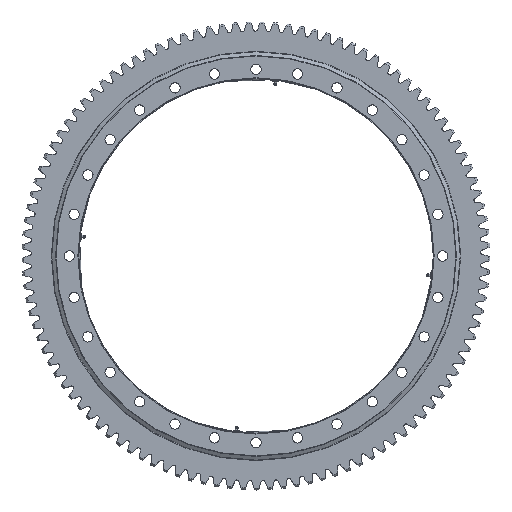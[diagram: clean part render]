
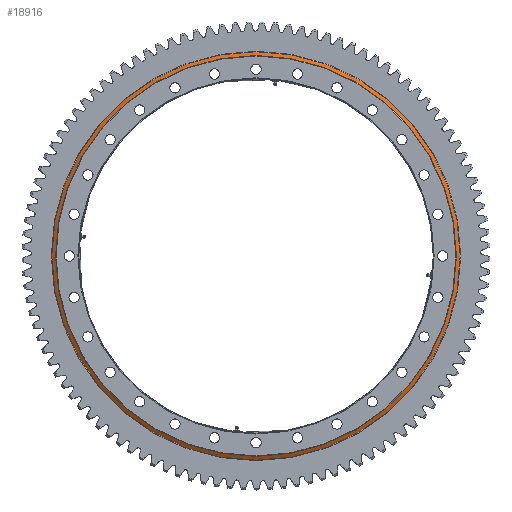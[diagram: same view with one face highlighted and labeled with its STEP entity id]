
A CAD part, top view. The second image highlights one B-rep face of the part: STEP entity #18916.
In plain terms, the highlighted conical face has half-angle 58.57 degrees and reference radius 427 mm.
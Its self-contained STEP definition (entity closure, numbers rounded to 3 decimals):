
#1782 = CARTESIAN_POINT ( 'NONE',  ( 420., -2.61, -434.544 ) ) ;
#4366 = AXIS2_PLACEMENT_3D ( 'NONE', #20490, #5359, #20614 ) ;
#4801 = VERTEX_POINT ( 'NONE', #1782 ) ;
#5000 = CIRCLE ( 'NONE', #33070, 427. ) ;
#5359 = DIRECTION ( 'NONE',  ( 0., -1., 0. ) ) ;
#8594 = EDGE_CURVE ( 'NONE', #14389, #14389, #5000, .T. ) ;
#9170 = DIRECTION ( 'NONE',  ( 0., 0., -1. ) ) ;
#9444 = FACE_OUTER_BOUND ( 'NONE', #31605, .T. ) ;
#14389 = VERTEX_POINT ( 'NONE', #37709 ) ;
#14653 = EDGE_LOOP ( 'NONE', ( #31847 ) ) ;
#17092 = CONICAL_SURFACE ( 'NONE', #17320, 427., 1.022 ) ;
#17320 = AXIS2_PLACEMENT_3D ( 'NONE', #23202, #28972, #23061 ) ;
#18916 = ADVANCED_FACE ( 'NONE', ( #9444, #36269 ), #17092, .T. ) ;
#20490 = CARTESIAN_POINT ( 'NONE',  ( 420., -2.61, 0. ) ) ;
#20614 = DIRECTION ( 'NONE',  ( 0., 0., -1. ) ) ;
#23061 = DIRECTION ( 'NONE',  ( 0., 0., -1. ) ) ;
#23202 = CARTESIAN_POINT ( 'NONE',  ( 420., 2., 0. ) ) ;
#25280 = EDGE_CURVE ( 'NONE', #4801, #4801, #28230, .T. ) ;
#27295 = DIRECTION ( 'NONE',  ( 0., -1., 0. ) ) ;
#27564 = CARTESIAN_POINT ( 'NONE',  ( 420., 2., 0. ) ) ;
#28230 = CIRCLE ( 'NONE', #4366, 434.544 ) ;
#28972 = DIRECTION ( 'NONE',  ( 0., -1., 0. ) ) ;
#31605 = EDGE_LOOP ( 'NONE', ( #36472 ) ) ;
#31847 = ORIENTED_EDGE ( 'NONE', *, *, #8594, .T. ) ;
#33070 = AXIS2_PLACEMENT_3D ( 'NONE', #27564, #27295, #9170 ) ;
#36269 = FACE_BOUND ( 'NONE', #14653, .T. ) ;
#36472 = ORIENTED_EDGE ( 'NONE', *, *, #25280, .F. ) ;
#37709 = CARTESIAN_POINT ( 'NONE',  ( 420., 2., -427. ) ) ;
